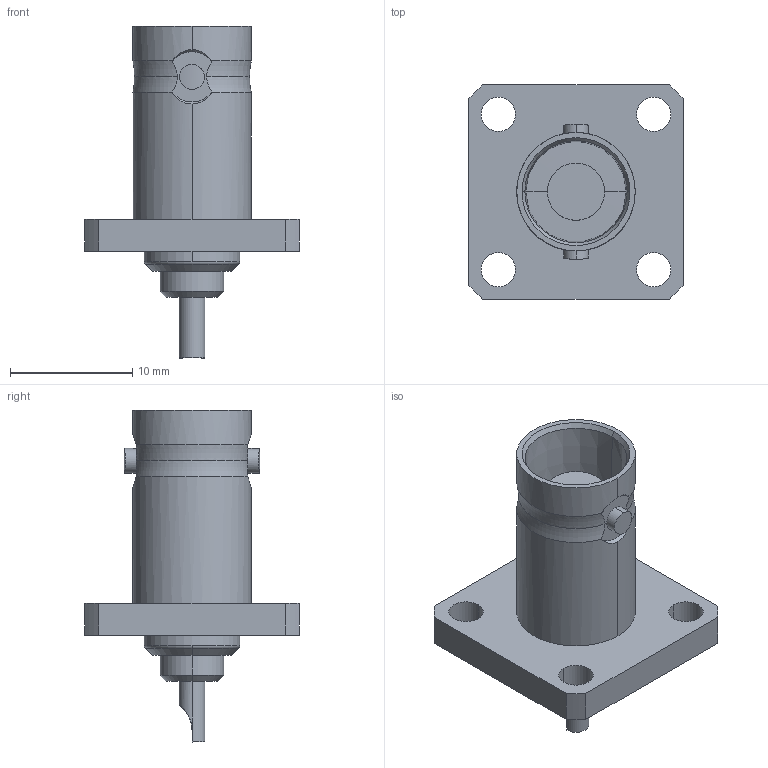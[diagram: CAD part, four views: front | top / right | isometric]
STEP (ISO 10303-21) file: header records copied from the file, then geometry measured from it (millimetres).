
FILE_DESCRIPTION (( 'STEP AP214' ), '1' );
FILE_NAME ('J01001A0698.STEP', '2014-05-21T07:49:09', ( 'Wartung1' ), ( '' ), 'SwSTEP 2.0', 'SolidWorks 2014', '' );
FILE_SCHEMA (( 'AUTOMOTIVE_DESIGN' ));
Length unit declared in the file: millimetre
Products named in the file (1): J01001A0698
Bounding box: 17.5 x 17.5 x 27.12 mm (x, y, z)
Volume: 1747.3 mm3; surface area: 1582.7 mm2
Topology: 1 solids, 1 shells, 73 faces, 175 edges, 111 vertices
Faces by surface type: cylinder 33, cone 16, plane 16, torus 8
Entity records: 3149 total; most frequent: CARTESIAN_POINT 624, DIRECTION 376, ORIENTED_EDGE 350, EDGE_CURVE 175, AXIS2_PLACEMENT_3D 157, VERTEX_POINT 111, EDGE_LOOP 88, CIRCLE 83
